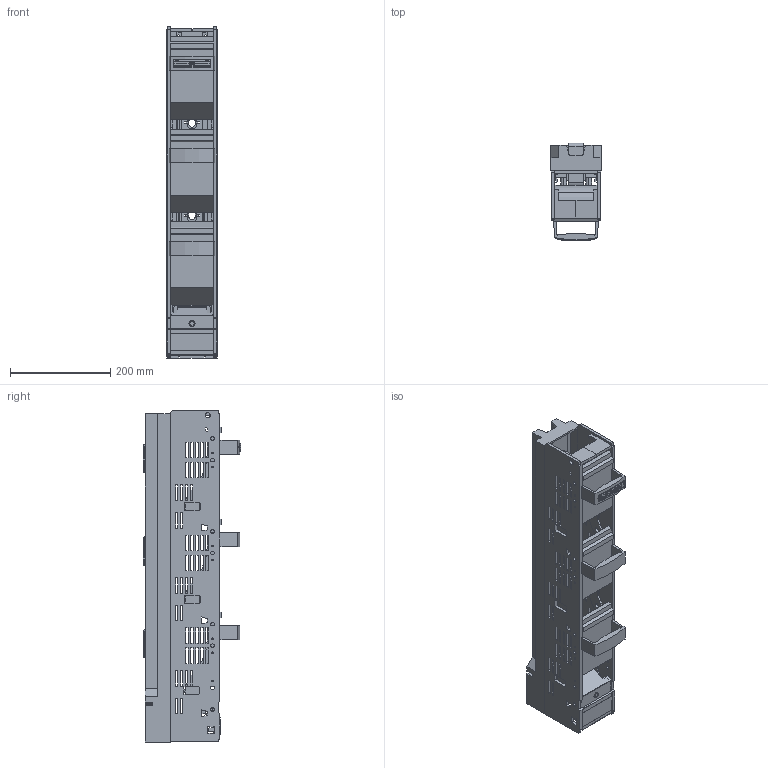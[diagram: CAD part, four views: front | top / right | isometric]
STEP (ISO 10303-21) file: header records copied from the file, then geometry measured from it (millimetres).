
FILE_DESCRIPTION((''),'2;1');
FILE_NAME('SL12_3X_9_KM2G-F_ASM','2021-04-15T',('marketing.praksa'),('Audax d.o.o.'),'CREO PARAMETRIC BY PTC INC, 2017480','CREO PARAMETRIC BY PTC INC, 2017480','');
FILE_SCHEMA(('AUTOMOTIVE_DESIGN { 1 0 10303 214 1 1 1 1 }'));
Products named in the file (17): 804189_L01_NH-LEISTENUNTE-26330; 804189_L01_NH-LEISTENUNTE-27819; 804189_L01_NH-LEISTENUNTE-29150; 804189_L01_NH-LEISTENUNTE-41211; 804189_L01_NH-LEISTENUNTE-42700; 804189_L01_NH-LEISTENUNTE-44031; 804189_L01_NH-LEISTENUNTE-45520; 804189_L01_NH-LEISTENUNTE-46851; 804189_L01_NH-LEISTENUNTE-58713; 804189_L01_NH-LEISTENUNTE-59382; 804189_L01_NH-LEISTENUNTE-60051; BREP_WITH_VOIDS_12; PRT0112; CUTOUT-LOGO; WHITE-COVER; PRT0113; SL12_3X_9_KM2G-F_ASM
Assembly tree (16 placements, depth 2):
  SL12_3X_9_KM2G-F_ASM
    804189_L01_NH-LEISTENUNTE-26330
    804189_L01_NH-LEISTENUNTE-27819
    804189_L01_NH-LEISTENUNTE-29150
    804189_L01_NH-LEISTENUNTE-41211
    804189_L01_NH-LEISTENUNTE-42700
    804189_L01_NH-LEISTENUNTE-44031
    804189_L01_NH-LEISTENUNTE-45520
    804189_L01_NH-LEISTENUNTE-46851
    804189_L01_NH-LEISTENUNTE-58713
    804189_L01_NH-LEISTENUNTE-59382
    804189_L01_NH-LEISTENUNTE-60051
    BREP_WITH_VOIDS_12
    PRT0112
    CUTOUT-LOGO
    WHITE-COVER
    PRT0113
Bounding box: 100 x 194.84 x 662 mm (x, y, z)
Volume: 2959383.5 mm3; surface area: 1021201.3 mm2
Topology: 21 solids, 25 shells, 3047 faces, 8181 edges, 5168 vertices
Faces by surface type: plane 2513, cylinder 389, bspline 81, cone 54, extrusion 6, torus 4
Entity records: 148422 total; most frequent: CARTESIAN_POINT 25216, ORIENTED_EDGE 16348, DIRECTION 14659, PRESENTATION_STYLE_ASSIGNMENT 11248, STYLED_ITEM 11248, CURVE_STYLE 8180, EDGE_CURVE 8174, VECTOR 6725
